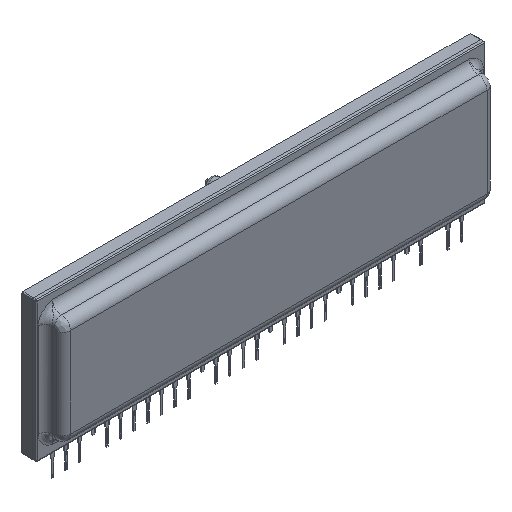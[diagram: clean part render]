
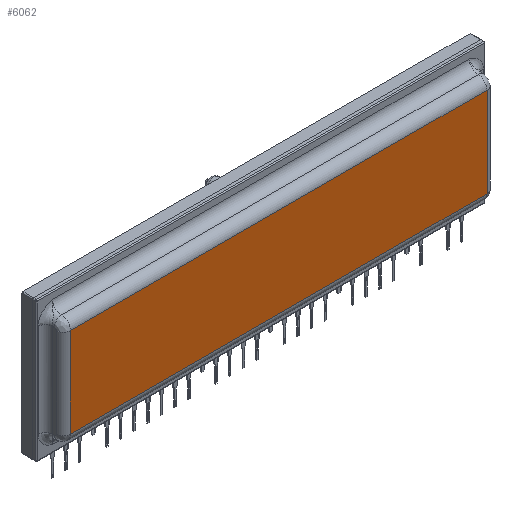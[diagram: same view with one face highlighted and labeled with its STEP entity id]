
A CAD part, isometric view. The second image highlights one B-rep face of the part: STEP entity #6062.
In plain terms, the highlighted planar face has unit normal (0, -1, 0).
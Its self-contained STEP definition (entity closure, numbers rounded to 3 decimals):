
#318=PLANE('',#6850);
#658=LINE('',#9533,#1423);
#660=LINE('',#9557,#1425);
#661=LINE('',#9561,#1426);
#662=LINE('',#9562,#1427);
#1423=VECTOR('',#7401,10.);
#1425=VECTOR('',#7421,10.);
#1426=VECTOR('',#7426,10.);
#1427=VECTOR('',#7427,10.);
#2213=FACE_OUTER_BOUND('',#2572,.T.);
#2572=EDGE_LOOP('',(#4469,#4470,#4471,#4472));
#3001=VERTEX_POINT('',#9523);
#3003=VERTEX_POINT('',#9529);
#3008=VERTEX_POINT('',#9556);
#3009=VERTEX_POINT('',#9560);
#3578=EDGE_CURVE('',#3001,#3003,#658,.T.);
#3586=EDGE_CURVE('',#3003,#3008,#660,.T.);
#3588=EDGE_CURVE('',#3001,#3009,#661,.T.);
#3589=EDGE_CURVE('',#3008,#3009,#662,.T.);
#4469=ORIENTED_EDGE('',*,*,#3578,.F.);
#4470=ORIENTED_EDGE('',*,*,#3588,.T.);
#4471=ORIENTED_EDGE('',*,*,#3589,.F.);
#4472=ORIENTED_EDGE('',*,*,#3586,.F.);
#6062=ADVANCED_FACE('',(#2213),#318,.T.);
#6850=AXIS2_PLACEMENT_3D('',#9559,#7424,#7425);
#7401=DIRECTION('',(0.,0.,1.));
#7421=DIRECTION('',(1.,0.,0.));
#7424=DIRECTION('center_axis',(0.,-1.,0.));
#7425=DIRECTION('ref_axis',(0.,0.,-1.));
#7426=DIRECTION('',(1.,0.,0.));
#7427=DIRECTION('',(0.,0.,-1.));
#9523=CARTESIAN_POINT('',(-58.,0.,32.));
#9529=CARTESIAN_POINT('',(-58.,0.,57.));
#9533=CARTESIAN_POINT('',(-58.,0.,32.));
#9556=CARTESIAN_POINT('',(58.,0.,57.));
#9557=CARTESIAN_POINT('',(-58.,0.,57.));
#9559=CARTESIAN_POINT('Origin',(-58.01,0.,44.5));
#9560=CARTESIAN_POINT('',(58.,0.,32.));
#9561=CARTESIAN_POINT('',(-58.,0.,32.));
#9562=CARTESIAN_POINT('',(58.,0.,57.));
